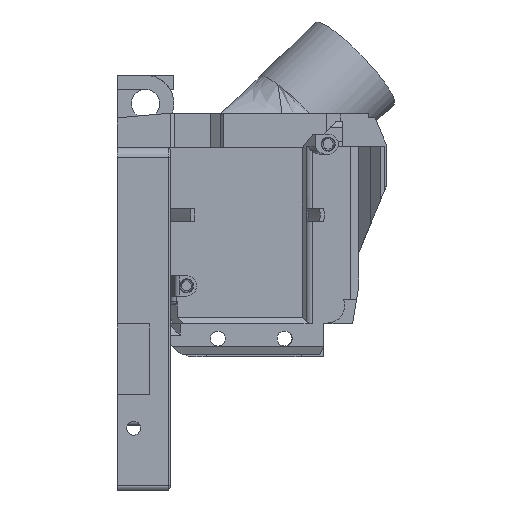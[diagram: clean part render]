
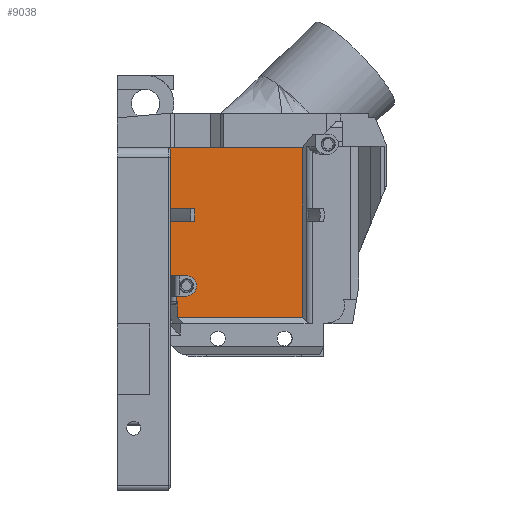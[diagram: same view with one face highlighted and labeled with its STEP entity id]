
A CAD part, left-side view. The second image highlights one B-rep face of the part: STEP entity #9038.
In plain terms, the highlighted planar face has unit normal (-1, 0, 0).
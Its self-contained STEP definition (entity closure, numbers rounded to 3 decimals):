
#366=PLANE('',#9791);
#873=FACE_OUTER_BOUND('',#1377,.T.);
#1377=EDGE_LOOP('',(#8100,#8101,#8102,#8103,#8104,#8105,#8106,#8107,#8108,
#8109,#8110,#8111,#8112,#8113,#8114,#8115,#8116,#8117,#8118));
#1676=CIRCLE('',#9667,15.5);
#1678=CIRCLE('',#9677,2.5);
#1680=CIRCLE('',#9683,21.5);
#1682=CIRCLE('',#9685,21.5);
#2460=LINE('',#17152,#3358);
#2463=LINE('',#17163,#3361);
#2465=LINE('',#17171,#3363);
#2467=LINE('',#17175,#3365);
#2469=LINE('',#17179,#3367);
#2471=LINE('',#17191,#3369);
#2472=LINE('',#17195,#3370);
#2477=LINE('',#17205,#3375);
#2479=LINE('',#17208,#3377);
#2480=LINE('',#17212,#3378);
#2483=LINE('',#17223,#3381);
#2484=LINE('',#17225,#3382);
#2630=LINE('',#17657,#3528);
#2631=LINE('',#17660,#3529);
#2632=LINE('',#17661,#3530);
#3358=VECTOR('',#11591,10.);
#3361=VECTOR('',#11600,10.);
#3363=VECTOR('',#11604,10.);
#3365=VECTOR('',#11608,10.);
#3367=VECTOR('',#11614,10.);
#3369=VECTOR('',#11618,1.8);
#3370=VECTOR('',#11623,10.);
#3375=VECTOR('',#11634,10.);
#3377=VECTOR('',#11638,10.);
#3378=VECTOR('',#11643,10.);
#3381=VECTOR('',#11656,10.);
#3382=VECTOR('',#11657,10.);
#3528=VECTOR('',#12011,10.);
#3529=VECTOR('',#12014,10.);
#3530=VECTOR('',#12015,10.);
#4001=VERTEX_POINT('',#16008);
#4015=VERTEX_POINT('',#16055);
#4309=VERTEX_POINT('',#17150);
#4310=VERTEX_POINT('',#17151);
#4311=VERTEX_POINT('',#17158);
#4312=VERTEX_POINT('',#17162);
#4313=VERTEX_POINT('',#17168);
#4314=VERTEX_POINT('',#17170);
#4315=VERTEX_POINT('',#17174);
#4318=VERTEX_POINT('',#17190);
#4319=VERTEX_POINT('',#17194);
#4320=VERTEX_POINT('',#17200);
#4321=VERTEX_POINT('',#17204);
#4322=VERTEX_POINT('',#17210);
#4323=VERTEX_POINT('',#17214);
#4325=VERTEX_POINT('',#17218);
#4326=VERTEX_POINT('',#17224);
#4426=VERTEX_POINT('',#17655);
#4427=VERTEX_POINT('',#17659);
#5487=EDGE_CURVE('',#4309,#4310,#2460,.T.);
#5490=EDGE_CURVE('',#4311,#4309,#1676,.T.);
#5492=EDGE_CURVE('',#4312,#4311,#2463,.T.);
#5495=EDGE_CURVE('',#4313,#4314,#2465,.T.);
#5497=EDGE_CURVE('',#4314,#4315,#2467,.T.);
#5500=EDGE_CURVE('',#4315,#4015,#2469,.T.);
#5503=EDGE_CURVE('',#4015,#4318,#2471,.T.);
#5505=EDGE_CURVE('',#4319,#4318,#2472,.T.);
#5509=EDGE_CURVE('',#4320,#4319,#1678,.T.);
#5511=EDGE_CURVE('',#4321,#4320,#2477,.T.);
#5513=EDGE_CURVE('',#4001,#4321,#2479,.T.);
#5515=EDGE_CURVE('',#4001,#4322,#2480,.T.);
#5516=EDGE_CURVE('',#4323,#4312,#1680,.T.);
#5519=EDGE_CURVE('',#4310,#4325,#1682,.T.);
#5521=EDGE_CURVE('',#4322,#4325,#2483,.T.);
#5522=EDGE_CURVE('',#4323,#4326,#2484,.T.);
#5704=EDGE_CURVE('',#4313,#4426,#2630,.T.);
#5705=EDGE_CURVE('',#4427,#4426,#2631,.T.);
#5706=EDGE_CURVE('',#4326,#4427,#2632,.F.);
#8100=ORIENTED_EDGE('',*,*,#5519,.T.);
#8101=ORIENTED_EDGE('',*,*,#5521,.F.);
#8102=ORIENTED_EDGE('',*,*,#5515,.F.);
#8103=ORIENTED_EDGE('',*,*,#5513,.T.);
#8104=ORIENTED_EDGE('',*,*,#5511,.T.);
#8105=ORIENTED_EDGE('',*,*,#5509,.T.);
#8106=ORIENTED_EDGE('',*,*,#5505,.T.);
#8107=ORIENTED_EDGE('',*,*,#5503,.F.);
#8108=ORIENTED_EDGE('',*,*,#5500,.F.);
#8109=ORIENTED_EDGE('',*,*,#5497,.F.);
#8110=ORIENTED_EDGE('',*,*,#5495,.F.);
#8111=ORIENTED_EDGE('',*,*,#5704,.T.);
#8112=ORIENTED_EDGE('',*,*,#5705,.F.);
#8113=ORIENTED_EDGE('',*,*,#5706,.F.);
#8114=ORIENTED_EDGE('',*,*,#5522,.F.);
#8115=ORIENTED_EDGE('',*,*,#5516,.T.);
#8116=ORIENTED_EDGE('',*,*,#5492,.T.);
#8117=ORIENTED_EDGE('',*,*,#5490,.T.);
#8118=ORIENTED_EDGE('',*,*,#5487,.T.);
#9038=ADVANCED_FACE('',(#873),#366,.T.);
#9667=AXIS2_PLACEMENT_3D('',#17159,#11595,#11596);
#9677=AXIS2_PLACEMENT_3D('',#17201,#11629,#11630);
#9683=AXIS2_PLACEMENT_3D('',#17215,#11646,#11647);
#9685=AXIS2_PLACEMENT_3D('',#17220,#11651,#11652);
#9791=AXIS2_PLACEMENT_3D('',#17658,#12012,#12013);
#11591=DIRECTION('',(0.,1.,0.));
#11595=DIRECTION('center_axis',(-1.,0.,0.));
#11596=DIRECTION('ref_axis',(0.,-1.,0.));
#11600=DIRECTION('',(0.,-1.,0.));
#11604=DIRECTION('',(0.,1.,0.));
#11608=DIRECTION('',(0.,0.,1.));
#11614=DIRECTION('',(0.,1.,0.));
#11618=DIRECTION('',(0.,0.,1.));
#11623=DIRECTION('',(0.,1.,0.));
#11629=DIRECTION('center_axis',(1.,0.,0.));
#11630=DIRECTION('ref_axis',(0.,-1.,0.));
#11634=DIRECTION('',(0.,-1.,0.));
#11638=DIRECTION('',(0.,0.,1.));
#11643=DIRECTION('',(0.,1.,0.));
#11646=DIRECTION('center_axis',(1.,0.,0.));
#11647=DIRECTION('ref_axis',(0.,1.,0.));
#11651=DIRECTION('center_axis',(1.,0.,0.));
#11652=DIRECTION('ref_axis',(0.,1.,0.));
#11656=DIRECTION('',(0.,0.,1.));
#11657=DIRECTION('',(0.,0.,1.));
#12011=DIRECTION('',(0.,0.,1.));
#12012=DIRECTION('center_axis',(-1.,0.,0.));
#12013=DIRECTION('ref_axis',(0.,-1.,0.));
#12014=DIRECTION('',(0.,-1.,0.));
#12015=DIRECTION('',(0.,-0.707,-0.707));
#16008=CARTESIAN_POINT('',(-21.538,20.172,68.445));
#16055=CARTESIAN_POINT('',(-21.538,18.66,66.305));
#17150=CARTESIAN_POINT('',(-21.538,14.199,86.255));
#17151=CARTESIAN_POINT('',(-21.538,20.22,86.255));
#17152=CARTESIAN_POINT('',(-21.538,1.486,86.255));
#17158=CARTESIAN_POINT('',(-21.538,14.199,89.255));
#17159=CARTESIAN_POINT('Origin',(-21.538,-1.228,87.755));
#17162=CARTESIAN_POINT('',(-21.538,20.22,89.255));
#17163=CARTESIAN_POINT('',(-21.538,1.988,89.255));
#17168=CARTESIAN_POINT('',(-21.538,-12.331,62.466));
#17170=CARTESIAN_POINT('',(-21.538,18.572,62.466));
#17171=CARTESIAN_POINT('',(-21.538,-10.944,62.466));
#17174=CARTESIAN_POINT('',(-21.538,18.572,66.305));
#17175=CARTESIAN_POINT('',(-21.538,18.572,87.825));
#17179=CARTESIAN_POINT('',(-21.538,0.522,66.305));
#17190=CARTESIAN_POINT('',(-21.538,18.66,67.755));
#17191=CARTESIAN_POINT('',(-21.538,18.66,67.016));
#17194=CARTESIAN_POINT('',(-21.538,16.272,67.755));
#17195=CARTESIAN_POINT('',(-21.538,3.772,67.755));
#17200=CARTESIAN_POINT('',(-21.538,16.023,72.743));
#17201=CARTESIAN_POINT('Origin',(-21.538,16.272,70.255));
#17204=CARTESIAN_POINT('',(-21.538,20.172,72.743));
#17205=CARTESIAN_POINT('',(-21.538,-1.696,72.743));
#17208=CARTESIAN_POINT('',(-21.538,20.172,88.208));
#17210=CARTESIAN_POINT('',(-21.538,20.272,68.445));
#17212=CARTESIAN_POINT('',(-21.538,25.272,68.445));
#17214=CARTESIAN_POINT('',(-21.538,20.272,87.756));
#17215=CARTESIAN_POINT('Origin',(-21.538,-1.228,87.755));
#17218=CARTESIAN_POINT('',(-21.538,20.272,87.755));
#17220=CARTESIAN_POINT('Origin',(-21.538,-1.228,87.755));
#17223=CARTESIAN_POINT('',(-21.538,20.272,72.18));
#17224=CARTESIAN_POINT('',(-21.538,20.272,103.856));
#17225=CARTESIAN_POINT('',(-21.538,20.272,72.18));
#17655=CARTESIAN_POINT('',(-21.538,-12.331,104.356));
#17657=CARTESIAN_POINT('',(-21.538,-12.331,78.624));
#17658=CARTESIAN_POINT('Origin',(-21.538,-11.228,84.161));
#17659=CARTESIAN_POINT('',(-21.538,20.772,104.356));
#17660=CARTESIAN_POINT('',(-21.538,4.522,104.356));
#17661=CARTESIAN_POINT('',(-21.538,7.598,91.182));
